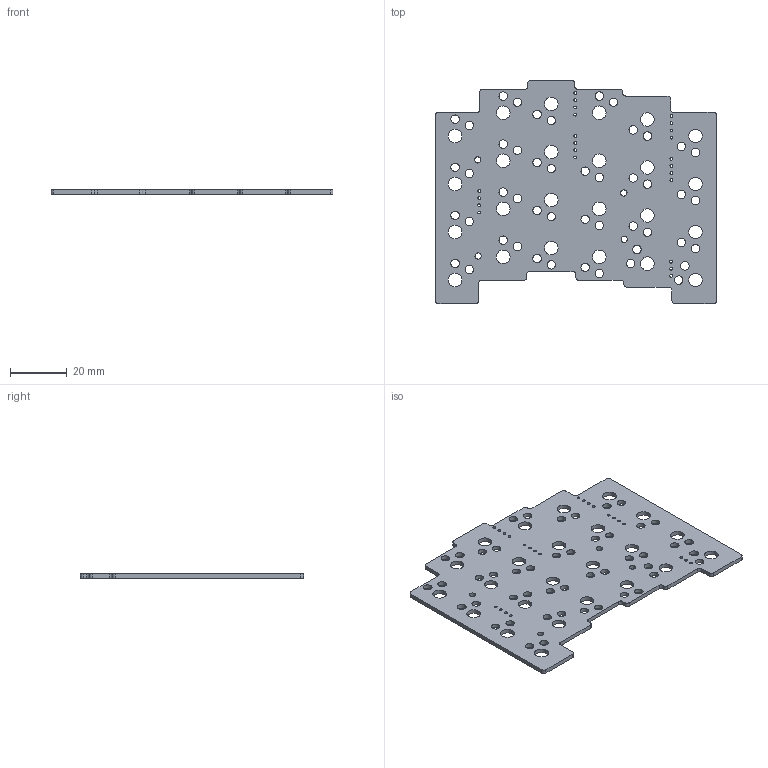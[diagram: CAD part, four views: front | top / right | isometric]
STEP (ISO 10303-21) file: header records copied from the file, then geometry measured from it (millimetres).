
FILE_DESCRIPTION(('KiCad electronic assembly'),'2;1');
FILE_NAME('balo43_R.step','2025-04-19T23:37:52',('Pcbnew'),('Kicad'), 'Open CASCADE STEP processor 7.8','KiCad to STEP converter','Unknown' );
FILE_SCHEMA(('AUTOMOTIVE_DESIGN { 1 0 10303 214 1 1 1 1 }'));
Length unit declared in the file: millimetre
Products named in the file (2): balo43_R 1; nofy_V2_L_PCB
Assembly tree (1 placements, depth 2):
  balo43_R 1
    nofy_V2_L_PCB
Bounding box: 99.7 x 78.9 x 1.51 mm (x, y, z)
Volume: 8943.7 mm3; surface area: 13784.3 mm2
Topology: 1 solids, 1 shells, 149 faces, 441 edges, 294 vertices
Faces by surface type: cylinder 123, plane 26
Full cylindrical faces by diameter (mm): 1 x23, 2.2 x4, 3 x48, 4.8 x24
Entity records: 5554 total; most frequent: DIRECTION 989, CARTESIAN_POINT 886, ORIENTED_EDGE 882, EDGE_CURVE 441, AXIS2_PLACEMENT_3D 397, FACE_BOUND 347, EDGE_LOOP 347, VERTEX_POINT 294
